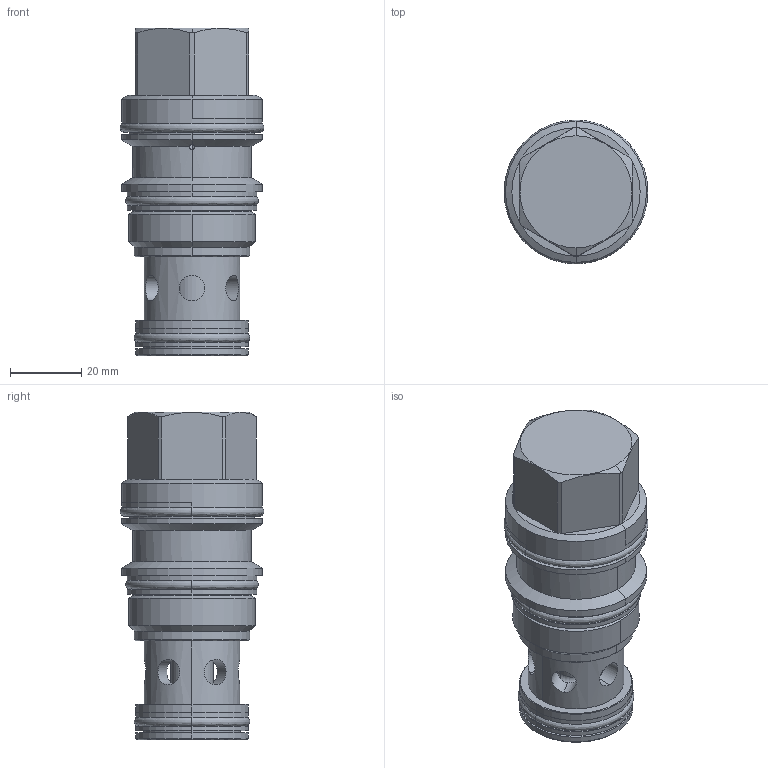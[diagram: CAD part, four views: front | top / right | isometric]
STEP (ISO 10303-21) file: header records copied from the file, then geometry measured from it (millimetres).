
FILE_DESCRIPTION((''),'2;1');
FILE_NAME('LKHC-XDN_PRT','2011-04-13T',('Administrator'),(''),'PRO/ENGINEER BY PARAMETRIC TECHNOLOGY CORPORATION, 2006240','PRO/ENGINEER BY PARAMETRIC TECHNOLOGY CORPORATION, 2006240','');
FILE_SCHEMA(('CONFIG_CONTROL_DESIGN'));
Length unit declared in the file: inch
Products named in the file (1): LKHC-XDN_PRT
Bounding box: 40.36 x 40.36 x 92.08 mm (x, y, z)
Volume: 75101.2 mm3; surface area: 20850.2 mm2
Topology: 4 solids, 4 shells, 191 faces, 428 edges, 254 vertices
Faces by surface type: cylinder 74, plane 47, cone 40, torus 18, revolution 12
Entity records: 6532 total; most frequent: CARTESIAN_POINT 2211, DIRECTION 932, ORIENTED_EDGE 852, EDGE_CURVE 426, AXIS2_PLACEMENT_3D 389, VERTEX_POINT 254, EDGE_LOOP 220, CIRCLE 210
